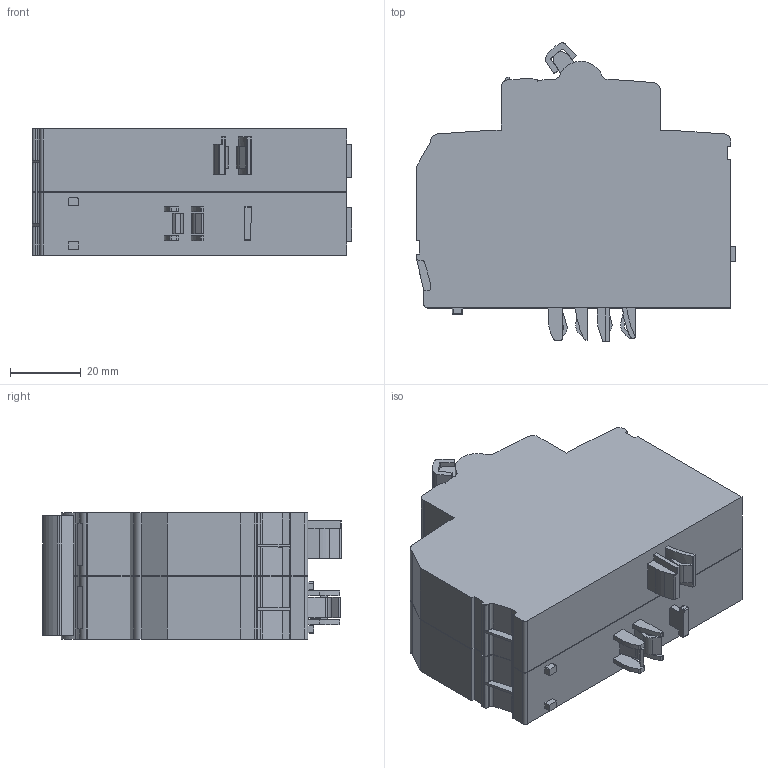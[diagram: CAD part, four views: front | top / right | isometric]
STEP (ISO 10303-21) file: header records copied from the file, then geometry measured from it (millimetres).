
FILE_DESCRIPTION (( 'STEP AP214' ), '1' );
FILE_NAME ('S401NP.STEP', '2017-09-26T06:47:19', ( '' ), ( 'ABB' ), 'SwSTEP 2.0', 'SolidWorks 2017', '' );
FILE_SCHEMA (( 'AUTOMOTIVE_DESIGN' ));
Length unit declared in the file: millimetre
Products named in the file (1): S401NP
Bounding box: 90.7 x 84.61 x 35.8 mm (x, y, z)
Volume: 183372.6 mm3; surface area: 34221.2 mm2
Topology: 1 solids, 1 shells, 299 faces, 840 edges, 559 vertices
Faces by surface type: plane 208, cylinder 86, bspline 5
Entity records: 9667 total; most frequent: CARTESIAN_POINT 1824, ORIENTED_EDGE 1680, DIRECTION 1572, EDGE_CURVE 840, LINE 638, VECTOR 638, VERTEX_POINT 559, AXIS2_PLACEMENT_3D 467
